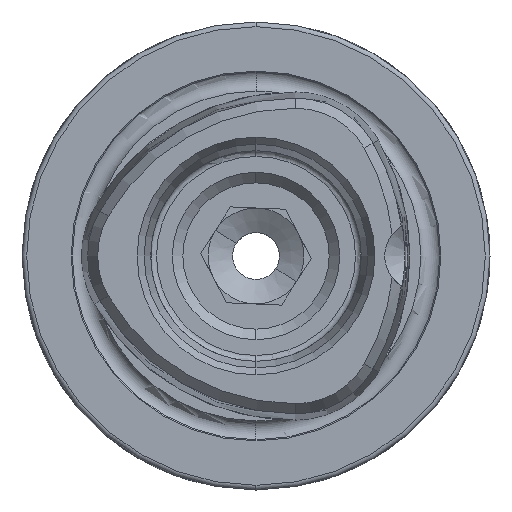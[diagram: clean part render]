
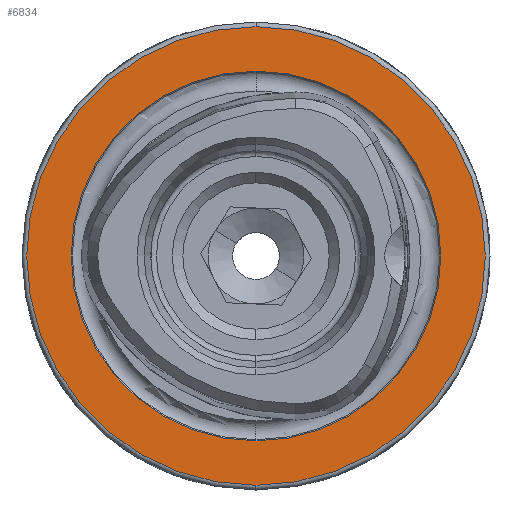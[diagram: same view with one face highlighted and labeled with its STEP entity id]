
A CAD part, left-side view. The second image highlights one B-rep face of the part: STEP entity #6834.
In plain terms, the highlighted planar face has unit normal (-1, 0, 0).
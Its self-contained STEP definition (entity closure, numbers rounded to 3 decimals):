
#212 = DIRECTION ( 'NONE',  ( 0., 0., 1. ) ) ;
#248 = ORIENTED_EDGE ( 'NONE', *, *, #699, .T. ) ;
#273 = DIRECTION ( 'NONE',  ( 0., 0., 1. ) ) ;
#699 = EDGE_CURVE ( 'NONE', #5183, #4836, #945, .T. ) ;
#945 = CIRCLE ( 'NONE', #1881, 19.6 ) ;
#1581 = CARTESIAN_POINT ( 'NONE',  ( 0., 0., 0. ) ) ;
#1881 = AXIS2_PLACEMENT_3D ( 'NONE', #7214, #7829, #4114 ) ;
#1905 = CARTESIAN_POINT ( 'NONE',  ( 0., 0., 0. ) ) ;
#2203 = CARTESIAN_POINT ( 'NONE',  ( 0., 0., 0. ) ) ;
#2752 = CIRCLE ( 'NONE', #7878, 15.8 ) ;
#2987 = AXIS2_PLACEMENT_3D ( 'NONE', #2203, #7727, #212 ) ;
#3001 = VERTEX_POINT ( 'NONE', #5584 ) ;
#3104 = FACE_BOUND ( 'NONE', #6393, .T. ) ;
#3123 = PLANE ( 'NONE',  #6475 ) ;
#3380 = DIRECTION ( 'NONE',  ( -1., 0., 0. ) ) ;
#3551 = EDGE_CURVE ( 'NONE', #4071, #3001, #2752, .T. ) ;
#3883 = FACE_OUTER_BOUND ( 'NONE', #7833, .T. ) ;
#4007 = ORIENTED_EDGE ( 'NONE', *, *, #4596, .T. ) ;
#4071 = VERTEX_POINT ( 'NONE', #5866 ) ;
#4114 = DIRECTION ( 'NONE',  ( 0., 0., 1. ) ) ;
#4282 = CIRCLE ( 'NONE', #5219, 15.8 ) ;
#4596 = EDGE_CURVE ( 'NONE', #4836, #5183, #6900, .T. ) ;
#4836 = VERTEX_POINT ( 'NONE', #6678 ) ;
#5050 = DIRECTION ( 'NONE',  ( 0., 0., 1. ) ) ;
#5183 = VERTEX_POINT ( 'NONE', #5851 ) ;
#5199 = EDGE_CURVE ( 'NONE', #3001, #4071, #4282, .T. ) ;
#5219 = AXIS2_PLACEMENT_3D ( 'NONE', #1581, #3380, #273 ) ;
#5584 = CARTESIAN_POINT ( 'NONE',  ( 0., 0., 15.8 ) ) ;
#5607 = DIRECTION ( 'NONE',  ( 1., 0., 0. ) ) ;
#5706 = ORIENTED_EDGE ( 'NONE', *, *, #3551, .F. ) ;
#5728 = ORIENTED_EDGE ( 'NONE', *, *, #5199, .F. ) ;
#5851 = CARTESIAN_POINT ( 'NONE',  ( 0., 0., -19.6 ) ) ;
#5866 = CARTESIAN_POINT ( 'NONE',  ( 0., 0., -15.8 ) ) ;
#6393 = EDGE_LOOP ( 'NONE', ( #5728, #5706 ) ) ;
#6475 = AXIS2_PLACEMENT_3D ( 'NONE', #7994, #5607, #8046 ) ;
#6678 = CARTESIAN_POINT ( 'NONE',  ( 0., 0., 19.6 ) ) ;
#6834 = ADVANCED_FACE ( 'NONE', ( #3104, #3883 ), #3123, .F. ) ;
#6869 = DIRECTION ( 'NONE',  ( -1., 0., 0. ) ) ;
#6900 = CIRCLE ( 'NONE', #2987, 19.6 ) ;
#7214 = CARTESIAN_POINT ( 'NONE',  ( 0., 0., 0. ) ) ;
#7727 = DIRECTION ( 'NONE',  ( -1., 0., 0. ) ) ;
#7829 = DIRECTION ( 'NONE',  ( -1., 0., 0. ) ) ;
#7833 = EDGE_LOOP ( 'NONE', ( #4007, #248 ) ) ;
#7878 = AXIS2_PLACEMENT_3D ( 'NONE', #1905, #6869, #5050 ) ;
#7994 = CARTESIAN_POINT ( 'NONE',  ( 0., 15.8, 0. ) ) ;
#8046 = DIRECTION ( 'NONE',  ( 0., 0., -1. ) ) ;
